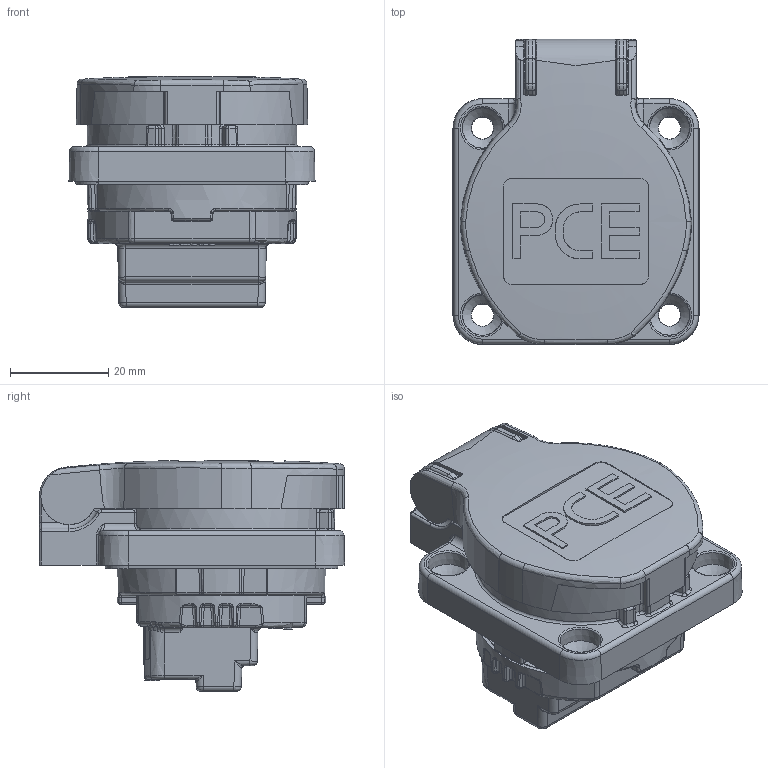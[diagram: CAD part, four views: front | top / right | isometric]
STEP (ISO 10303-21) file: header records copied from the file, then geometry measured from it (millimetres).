
FILE_DESCRIPTION (( 'STEP AP203' ), '1' );
FILE_NAME ('S-NOVA 105-0bw, 105-0bsw 50x50 dt rw+seitl Dichtrand.STEP', '2017-11-23T10:43:50', ( '' ), ( '' ), 'SwSTEP 2.0', 'SolidWorks 2016', '' );
FILE_SCHEMA (( 'CONFIG_CONTROL_DESIGN' ));
Length unit declared in the file: millimetre
Products named in the file (1): S-NOVA 105-0bw, 105-0bsw 50x50 dt rw+seitl Dichtrand
Bounding box: 50 x 62 x 46.95 mm (x, y, z)
Volume: 68935.2 mm3; surface area: 15617.7 mm2
Topology: 1 solids, 1 shells, 1256 faces, 3183 edges, 1894 vertices
Faces by surface type: bspline 368, plane 336, cylinder 324, torus 118, cone 64, sphere 46
Full cylindrical faces by diameter (mm): 6.832 x2
Entity records: 46522 total; most frequent: CARTESIAN_POINT 19950, ORIENTED_EDGE 6164, DIRECTION 4772, EDGE_CURVE 3082, VERTEX_POINT 1878, AXIS2_PLACEMENT_3D 1850, EDGE_LOOP 1322, FACE_OUTER_BOUND 1263
